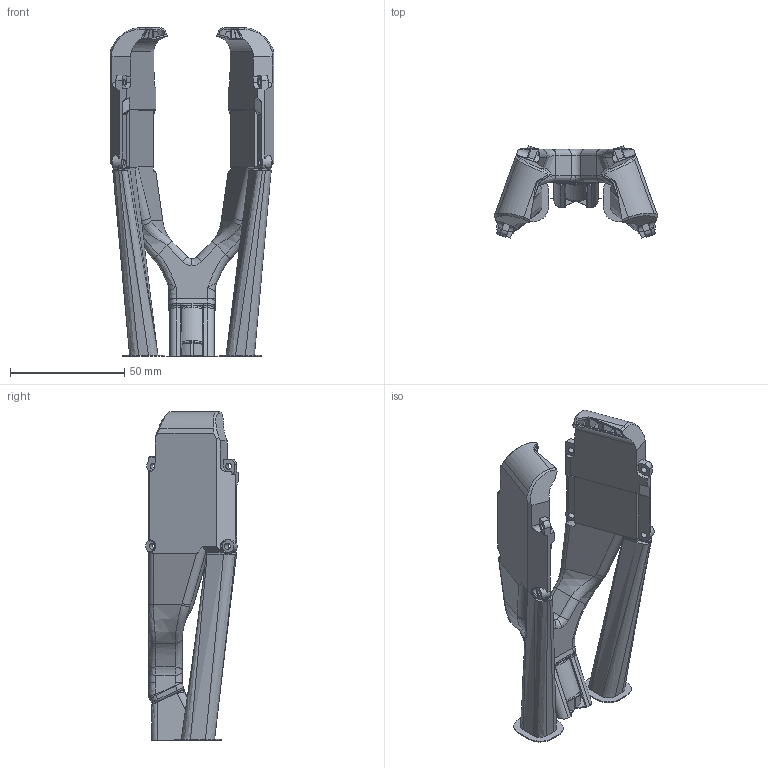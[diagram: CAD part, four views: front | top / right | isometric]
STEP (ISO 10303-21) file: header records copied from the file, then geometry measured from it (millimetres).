
FILE_DESCRIPTION(/* description */ ('STEP AP242'),/* implementation_level */ '2;1');
FILE_NAME(/* name */ 'XolPAP_Ducts v1.step',/* time_stamp */ '2025-07-23T20:32:46+03:00',/* author */ (''),/* organization */ (''),/* preprocessor_version */ 'ST-DEVELOPER v20.1',/* originating_system */ 'Autodesk Translation Framework v14.10.0.0',/* authorisation */ '');
FILE_SCHEMA (('AUTOMOTIVE_DESIGN { 1 0 10303 214 3 1 1 }'));
Length unit declared in the file: metre
Products named in the file (3): XolPAP_Ducts; Support; XolPAP Ducts - UHF
Assembly tree (2 placements, depth 2):
  XolPAP_Ducts
    Support
    XolPAP Ducts - UHF
Bounding box: 71.68 x 40.4 x 143.75 mm (x, y, z)
Volume: 52894.6 mm3; surface area: 45832.4 mm2
Topology: 2 solids, 2 shells, 725 faces, 2007 edges, 1264 vertices
Faces by surface type: plane 344, bspline 214, cylinder 153, cone 8, torus 6
Full cylindrical faces by diameter (mm): 2.7 x8, 13 x1, 15 x1, 15.2 x1
Entity records: 37075 total; most frequent: CARTESIAN_POINT 20020, ORIENTED_EDGE 3996, DIRECTION 2874, EDGE_CURVE 1998, VERTEX_POINT 1264, LINE 1022, VECTOR 1022, AXIS2_PLACEMENT_3D 926
